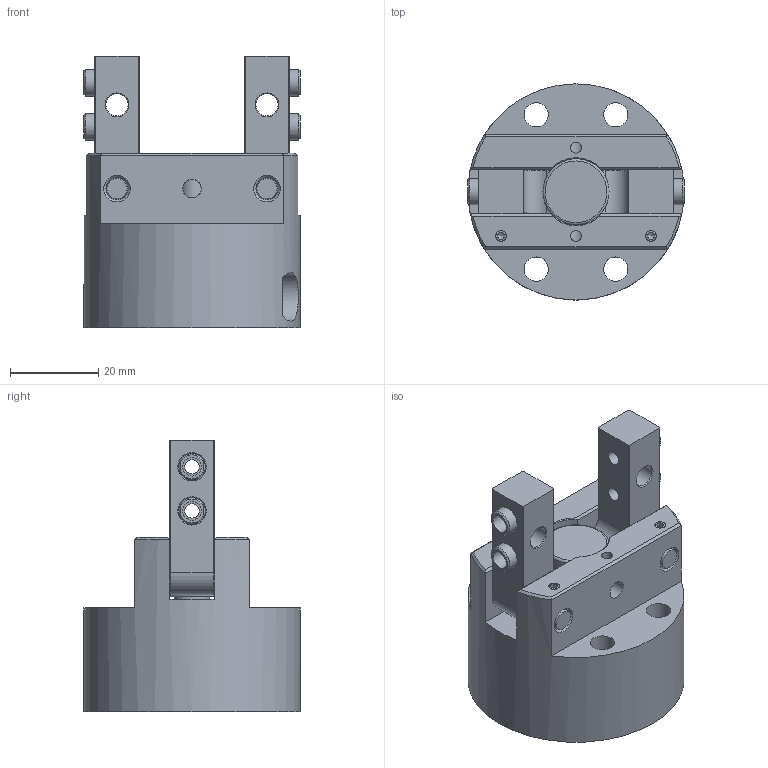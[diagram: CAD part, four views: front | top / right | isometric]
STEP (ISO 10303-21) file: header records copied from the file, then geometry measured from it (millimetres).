
FILE_DESCRIPTION(/* description */ (''),/* implementation_level */ '2;1');
FILE_NAME(/* name */ 'GAP-50.stp',/* time_stamp */ '2021-04-16T17:01:36+02:00',/* author */ ('Emilio'),/* organization */ (''),/* preprocessor_version */ 'ST-DEVELOPER v17.2',/* originating_system */ 'Autodesk Inventor 2019',/* authorisation */ '');
FILE_SCHEMA (('AUTOMOTIVE_DESIGN { 1 0 10303 214 3 1 1 }'));
Length unit declared in the file: millimetre
Products named in the file (9): GAP-50; DIN 7991 - M5x12; ISO 8734 - 5 x 26 - ADIN EN; BOCCOLA 6H7L5; GAP-50 corpo cliente; GAP-50 leva; GAP-50 stelo; OPM-50-PISTONE-31097.05; DIN 913 - M3 x 5 Acciaio
Assembly tree (16 placements, depth 2):
  GAP-50
    DIN 913 - M3 x 5 Acciaio  x4
    DIN 7991 - M5x12
    ISO 8734 - 5 x 26 - ADIN EN  x2
    BOCCOLA 6H7L5  x4
    GAP-50 corpo cliente
    GAP-50 leva  x2
    GAP-50 stelo
    OPM-50-PISTONE-31097.05
Bounding box: 49 x 49 x 61.5 mm (x, y, z)
Volume: 64143.1 mm3; surface area: 23657.5 mm2
Topology: 16 solids, 16 shells, 285 faces, 704 edges, 464 vertices
Faces by surface type: plane 116, cone 85, cylinder 77, torus 7
Full cylindrical faces by diameter (mm): 1.5 x2, 2.459 x6, 3 x4, 3.242 x4, 4 x2, 4.134 x3, 4.2 x6, 5 x11, 5.3 x1, 5.5 x4, 5.6 x1, 6 x8, 8 x2, 10 x1, 15 x2, 21.65 x1, 23 x1, 27.7 x2, 30 x1, 49 x1
Entity records: 6516 total; most frequent: CARTESIAN_POINT 1340, DIRECTION 1103, ORIENTED_EDGE 944, EDGE_CURVE 472, AXIS2_PLACEMENT_3D 456, VERTEX_POINT 322, EDGE_LOOP 244, CIRCLE 242
